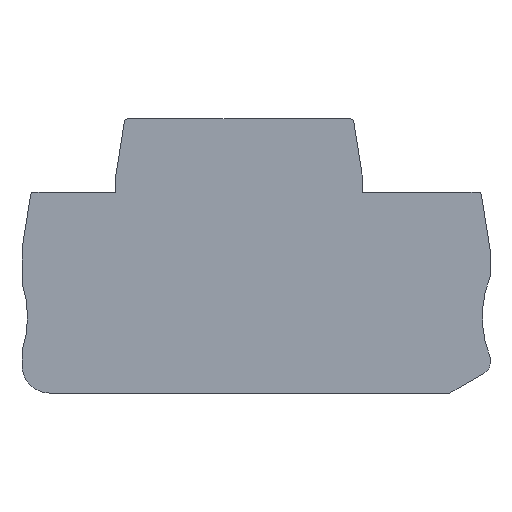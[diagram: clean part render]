
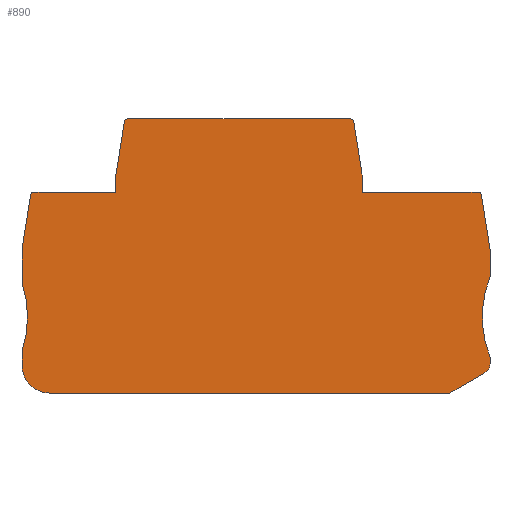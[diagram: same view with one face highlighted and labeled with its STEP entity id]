
A CAD part, top view. The second image highlights one B-rep face of the part: STEP entity #890.
In plain terms, the highlighted planar face has unit normal (0, 0, 1).
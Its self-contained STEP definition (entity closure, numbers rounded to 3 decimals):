
#217=CARTESIAN_POINT('',(16.058,43.415,2.2));
#218=DIRECTION('',(0.,0.,1.));
#219=DIRECTION('',(0.,1.,0.));
#220=AXIS2_PLACEMENT_3D('',#217,#218,#219);
#222=DIRECTION('',(-1.,0.,0.));
#223=VECTOR('',#222,32.146);
#224=CARTESIAN_POINT('',(48.203,43.915,2.2));
#225=LINE('',#224,#223);
#226=CARTESIAN_POINT('',(48.203,43.415,2.2));
#227=DIRECTION('',(0.,0.,1.));
#228=DIRECTION('',(0.988,0.156,0.));
#229=AXIS2_PLACEMENT_3D('',#226,#227,#228);
#231=DIRECTION('',(-0.156,0.988,0.));
#232=VECTOR('',#231,7.922);
#233=CARTESIAN_POINT('',(49.931,35.668,2.2));
#234=LINE('',#233,#232);
#235=DIRECTION('',(0.,1.,0.));
#236=VECTOR('',#235,2.353);
#237=CARTESIAN_POINT('',(49.931,33.315,2.2));
#238=LINE('',#237,#236);
#239=DIRECTION('',(-1.,0.,0.));
#240=VECTOR('',#239,16.723);
#241=CARTESIAN_POINT('',(66.653,33.315,2.2));
#242=LINE('',#241,#240);
#243=CARTESIAN_POINT('',(66.653,32.815,2.2));
#244=DIRECTION('',(0.,0.,1.));
#245=DIRECTION('',(0.988,0.156,0.));
#246=AXIS2_PLACEMENT_3D('',#243,#244,#245);
#248=DIRECTION('',(-0.156,0.988,0.));
#249=VECTOR('',#248,7.844);
#250=CARTESIAN_POINT('',(68.374,25.146,2.2));
#251=LINE('',#250,#249);
#252=DIRECTION('',(-0.156,0.988,0.));
#253=VECTOR('',#252,0.039);
#254=CARTESIAN_POINT('',(68.381,25.107,2.2));
#255=LINE('',#254,#253);
#256=DIRECTION('',(0.,1.,0.));
#257=VECTOR('',#256,0.039);
#258=CARTESIAN_POINT('',(68.381,25.068,2.2));
#259=LINE('',#258,#257);
#260=DIRECTION('',(0.,1.,0.));
#261=VECTOR('',#260,3.923);
#262=CARTESIAN_POINT('',(68.381,21.145,2.2));
#263=LINE('',#262,#261);
#264=CARTESIAN_POINT('',(83.281,15.315,2.2));
#265=DIRECTION('',(0.,0.,-1.));
#266=DIRECTION('',(-0.931,-0.364,0.));
#267=AXIS2_PLACEMENT_3D('',#264,#265,#266);
#269=DIRECTION('',(0.,1.,0.));
#270=VECTOR('',#269,0.955);
#271=CARTESIAN_POINT('',(68.381,8.53,2.2));
#272=LINE('',#271,#270);
#273=CARTESIAN_POINT('',(66.881,8.53,2.2));
#274=DIRECTION('',(0.,0.,1.));
#275=DIRECTION('',(0.5,-0.866,0.));
#276=AXIS2_PLACEMENT_3D('',#273,#274,#275);
#278=DIRECTION('',(0.866,0.5,0.));
#279=VECTOR('',#278,5.831);
#280=CARTESIAN_POINT('',(62.581,4.315,2.2));
#281=LINE('',#280,#279);
#282=DIRECTION('',(1.,0.,0.));
#283=VECTOR('',#282,57.8);
#284=CARTESIAN_POINT('',(4.781,4.315,2.2));
#285=LINE('',#284,#283);
#286=CARTESIAN_POINT('',(4.781,8.315,2.2));
#287=DIRECTION('',(0.,0.,1.));
#288=DIRECTION('',(-1.,0.,0.));
#289=AXIS2_PLACEMENT_3D('',#286,#287,#288);
#291=DIRECTION('',(0.,-1.,0.));
#292=VECTOR('',#291,2.004);
#293=CARTESIAN_POINT('',(0.781,10.319,2.2));
#294=LINE('',#293,#292);
#295=CARTESIAN_POINT('',(-14.419,15.315,2.2));
#296=DIRECTION('',(0.,0.,-1.));
#297=DIRECTION('',(0.95,0.312,0.));
#298=AXIS2_PLACEMENT_3D('',#295,#296,#297);
#300=DIRECTION('',(-0.001,-1.,0.));
#301=VECTOR('',#300,4.835);
#302=CARTESIAN_POINT('',(0.787,25.146,2.2));
#303=LINE('',#302,#301);
#304=DIRECTION('',(-0.156,-0.988,0.));
#305=VECTOR('',#304,7.844);
#306=CARTESIAN_POINT('',(2.014,32.893,2.2));
#307=LINE('',#306,#305);
#308=CARTESIAN_POINT('',(2.508,32.815,2.2));
#309=DIRECTION('',(0.,0.,1.));
#310=DIRECTION('',(0.,1.,0.));
#311=AXIS2_PLACEMENT_3D('',#308,#309,#310);
#313=DIRECTION('',(-1.,0.,0.));
#314=VECTOR('',#313,11.823);
#315=CARTESIAN_POINT('',(14.331,33.315,2.2));
#316=LINE('',#315,#314);
#317=DIRECTION('',(0.,-1.,0.));
#318=VECTOR('',#317,2.353);
#319=CARTESIAN_POINT('',(14.331,35.668,2.2));
#320=LINE('',#319,#318);
#321=DIRECTION('',(0.,-1.,0.));
#322=VECTOR('',#321,0.039);
#323=CARTESIAN_POINT('',(14.331,35.707,2.2));
#324=LINE('',#323,#322);
#325=DIRECTION('',(-0.156,-0.988,0.));
#326=VECTOR('',#325,7.883);
#327=CARTESIAN_POINT('',(15.564,43.493,2.2));
#328=LINE('',#327,#326);
#381=CARTESIAN_POINT('',(16.058,43.915,2.2));
#382=CARTESIAN_POINT('',(15.564,43.493,2.2));
#383=VERTEX_POINT('',#381);
#384=VERTEX_POINT('',#382);
#385=CARTESIAN_POINT('',(14.331,35.707,2.2));
#386=VERTEX_POINT('',#385);
#387=CARTESIAN_POINT('',(14.331,35.668,2.2));
#388=VERTEX_POINT('',#387);
#389=CARTESIAN_POINT('',(14.331,33.315,2.2));
#390=VERTEX_POINT('',#389);
#391=CARTESIAN_POINT('',(2.508,33.315,2.2));
#392=VERTEX_POINT('',#391);
#393=CARTESIAN_POINT('',(2.014,32.893,2.2));
#394=VERTEX_POINT('',#393);
#395=CARTESIAN_POINT('',(0.787,25.146,2.2));
#396=VERTEX_POINT('',#395);
#397=CARTESIAN_POINT('',(0.781,20.311,2.2));
#398=VERTEX_POINT('',#397);
#399=CARTESIAN_POINT('',(0.781,10.319,2.2));
#400=VERTEX_POINT('',#399);
#401=CARTESIAN_POINT('',(0.781,8.315,2.2));
#402=VERTEX_POINT('',#401);
#403=CARTESIAN_POINT('',(4.781,4.315,2.2));
#404=VERTEX_POINT('',#403);
#405=CARTESIAN_POINT('',(62.581,4.315,2.2));
#406=VERTEX_POINT('',#405);
#407=CARTESIAN_POINT('',(67.631,7.231,2.2));
#408=VERTEX_POINT('',#407);
#409=CARTESIAN_POINT('',(68.381,8.53,2.2));
#410=VERTEX_POINT('',#409);
#411=CARTESIAN_POINT('',(68.381,9.485,2.2));
#412=VERTEX_POINT('',#411);
#413=CARTESIAN_POINT('',(68.381,21.145,2.2));
#414=VERTEX_POINT('',#413);
#415=CARTESIAN_POINT('',(68.381,25.068,2.2));
#416=VERTEX_POINT('',#415);
#417=CARTESIAN_POINT('',(68.381,25.107,2.2));
#418=VERTEX_POINT('',#417);
#419=CARTESIAN_POINT('',(68.374,25.146,2.2));
#420=VERTEX_POINT('',#419);
#421=CARTESIAN_POINT('',(67.147,32.893,2.2));
#422=VERTEX_POINT('',#421);
#423=CARTESIAN_POINT('',(66.653,33.315,2.2));
#424=VERTEX_POINT('',#423);
#425=CARTESIAN_POINT('',(49.931,33.315,2.2));
#426=VERTEX_POINT('',#425);
#427=CARTESIAN_POINT('',(49.931,35.668,2.2));
#428=VERTEX_POINT('',#427);
#429=CARTESIAN_POINT('',(48.697,43.493,2.2));
#430=VERTEX_POINT('',#429);
#431=CARTESIAN_POINT('',(48.203,43.915,2.2));
#432=VERTEX_POINT('',#431);
#857=CARTESIAN_POINT('',(0.,0.,2.2));
#858=DIRECTION('',(0.,0.,1.));
#859=DIRECTION('',(1.,0.,0.));
#860=AXIS2_PLACEMENT_3D('',#857,#858,#859);
#861=PLANE('',#860);
#862=ORIENTED_EDGE('',*,*,#501,.F.);
#863=ORIENTED_EDGE('',*,*,#516,.F.);
#864=ORIENTED_EDGE('',*,*,#530,.F.);
#865=ORIENTED_EDGE('',*,*,#544,.F.);
#866=ORIENTED_EDGE('',*,*,#558,.F.);
#867=ORIENTED_EDGE('',*,*,#572,.F.);
#868=ORIENTED_EDGE('',*,*,#586,.F.);
#869=ORIENTED_EDGE('',*,*,#600,.F.);
#870=ORIENTED_EDGE('',*,*,#614,.F.);
#871=ORIENTED_EDGE('',*,*,#628,.F.);
#872=ORIENTED_EDGE('',*,*,#642,.F.);
#873=ORIENTED_EDGE('',*,*,#656,.F.);
#874=ORIENTED_EDGE('',*,*,#670,.F.);
#875=ORIENTED_EDGE('',*,*,#684,.F.);
#876=ORIENTED_EDGE('',*,*,#698,.F.);
#877=ORIENTED_EDGE('',*,*,#712,.F.);
#878=ORIENTED_EDGE('',*,*,#726,.F.);
#879=ORIENTED_EDGE('',*,*,#740,.F.);
#880=ORIENTED_EDGE('',*,*,#754,.F.);
#881=ORIENTED_EDGE('',*,*,#768,.F.);
#882=ORIENTED_EDGE('',*,*,#782,.F.);
#883=ORIENTED_EDGE('',*,*,#796,.F.);
#884=ORIENTED_EDGE('',*,*,#810,.F.);
#885=ORIENTED_EDGE('',*,*,#824,.F.);
#886=ORIENTED_EDGE('',*,*,#838,.F.);
#887=ORIENTED_EDGE('',*,*,#851,.F.);
#888=EDGE_LOOP('',(#862,#863,#864,#865,#866,#867,#868,#869,#870,#871,#872,#873,
#874,#875,#876,#877,#878,#879,#880,#881,#882,#883,#884,#885,#886,#887));
#889=FACE_OUTER_BOUND('',#888,.F.);
#221=CIRCLE('',#220,0.5);
#230=CIRCLE('',#229,0.5);
#247=CIRCLE('',#246,0.5);
#268=CIRCLE('',#267,16.);
#277=CIRCLE('',#276,1.5);
#290=CIRCLE('',#289,4.);
#299=CIRCLE('',#298,16.);
#312=CIRCLE('',#311,0.5);
#501=EDGE_CURVE('',#383,#384,#221,.T.);
#516=EDGE_CURVE('',#432,#383,#225,.T.);
#530=EDGE_CURVE('',#430,#432,#230,.T.);
#544=EDGE_CURVE('',#428,#430,#234,.T.);
#558=EDGE_CURVE('',#426,#428,#238,.T.);
#572=EDGE_CURVE('',#424,#426,#242,.T.);
#586=EDGE_CURVE('',#422,#424,#247,.T.);
#600=EDGE_CURVE('',#420,#422,#251,.T.);
#614=EDGE_CURVE('',#418,#420,#255,.T.);
#628=EDGE_CURVE('',#416,#418,#259,.T.);
#642=EDGE_CURVE('',#414,#416,#263,.T.);
#656=EDGE_CURVE('',#412,#414,#268,.T.);
#670=EDGE_CURVE('',#410,#412,#272,.T.);
#684=EDGE_CURVE('',#408,#410,#277,.T.);
#698=EDGE_CURVE('',#406,#408,#281,.T.);
#712=EDGE_CURVE('',#404,#406,#285,.T.);
#726=EDGE_CURVE('',#402,#404,#290,.T.);
#740=EDGE_CURVE('',#400,#402,#294,.T.);
#754=EDGE_CURVE('',#398,#400,#299,.T.);
#768=EDGE_CURVE('',#396,#398,#303,.T.);
#782=EDGE_CURVE('',#394,#396,#307,.T.);
#796=EDGE_CURVE('',#392,#394,#312,.T.);
#810=EDGE_CURVE('',#390,#392,#316,.T.);
#824=EDGE_CURVE('',#388,#390,#320,.T.);
#838=EDGE_CURVE('',#386,#388,#324,.T.);
#851=EDGE_CURVE('',#384,#386,#328,.T.);
#890=ADVANCED_FACE('',(#889),#861,.T.);
